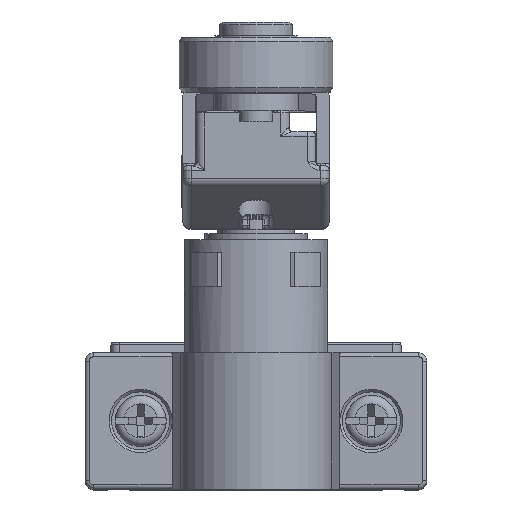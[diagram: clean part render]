
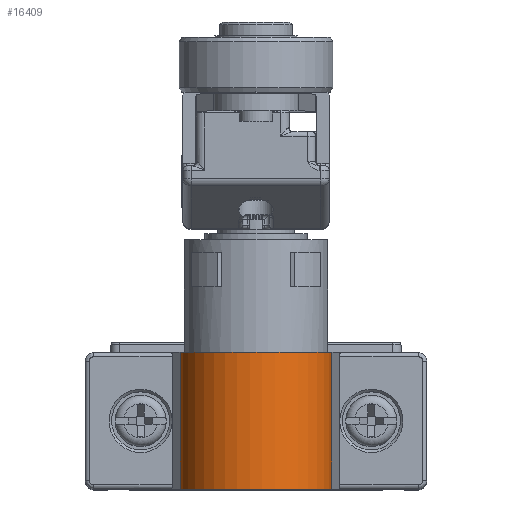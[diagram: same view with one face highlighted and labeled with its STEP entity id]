
A CAD part, top view. The second image highlights one B-rep face of the part: STEP entity #16409.
In plain terms, the highlighted cylindrical face has radius 9 mm (diameter 18 mm), a partial arc.
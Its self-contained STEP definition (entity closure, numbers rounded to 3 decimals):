
#1154=CYLINDRICAL_SURFACE('',#20296,9.);
#2090=LINE('',#45841,#3363);
#2114=LINE('',#45932,#3387);
#3363=VECTOR('',#24498,1.);
#3387=VECTOR('',#24588,1.);
#4943=FACE_OUTER_BOUND('',#6137,.T.);
#6137=EDGE_LOOP('',(#10286,#10287,#10288,#10289));
#10286=ORIENTED_EDGE('',*,*,#13797,.F.);
#10287=ORIENTED_EDGE('',*,*,#13798,.F.);
#10288=ORIENTED_EDGE('',*,*,#13789,.F.);
#10289=ORIENTED_EDGE('',*,*,#13754,.T.);
#13754=EDGE_CURVE('',#18305,#18304,#2090,.T.);
#13789=EDGE_CURVE('',#18305,#18333,#15167,.T.);
#13797=EDGE_CURVE('',#18338,#18304,#15168,.T.);
#13798=EDGE_CURVE('',#18333,#18338,#2114,.T.);
#15167=CIRCLE('',#20292,9.);
#15168=CIRCLE('',#20294,9.);
#16409=ADVANCED_FACE('',(#4943),#1154,.T.);
#18304=VERTEX_POINT('',#45840);
#18305=VERTEX_POINT('',#45842);
#18333=VERTEX_POINT('',#45916);
#18338=VERTEX_POINT('',#45929);
#20292=AXIS2_PLACEMENT_3D('',#45915,#24573,#24574);
#20294=AXIS2_PLACEMENT_3D('',#45930,#24584,#24585);
#20296=AXIS2_PLACEMENT_3D('',#45933,#24589,#24590);
#24498=DIRECTION('',(0.,-1.,0.));
#24573=DIRECTION('',(0.,1.,0.));
#24574=DIRECTION('',(0.,0.,1.));
#24584=DIRECTION('',(0.,-1.,0.));
#24585=DIRECTION('',(0.,0.,1.));
#24588=DIRECTION('',(0.,-1.,0.));
#24589=DIRECTION('',(0.,-1.,0.));
#24590=DIRECTION('',(0.,0.,-1.));
#45840=CARTESIAN_POINT('',(41.112,-8.,12.818));
#45841=CARTESIAN_POINT('',(41.112,31.9,12.818));
#45842=CARTESIAN_POINT('',(41.112,8.,12.818));
#45915=CARTESIAN_POINT('',(50.,8.,11.4));
#45916=CARTESIAN_POINT('',(58.888,8.,12.818));
#45929=CARTESIAN_POINT('',(58.888,-8.,12.818));
#45930=CARTESIAN_POINT('',(50.,-8.,11.4));
#45932=CARTESIAN_POINT('',(58.888,31.9,12.818));
#45933=CARTESIAN_POINT('',(50.,17.9,11.4));
